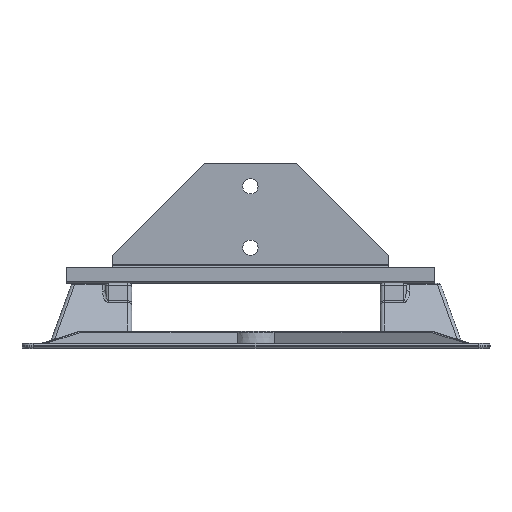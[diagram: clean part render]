
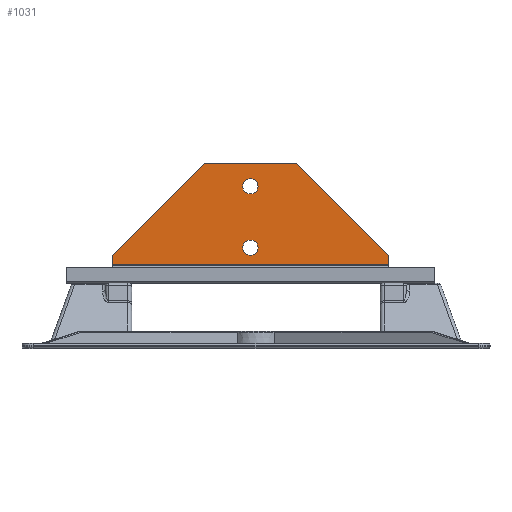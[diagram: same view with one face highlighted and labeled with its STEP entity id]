
A CAD part, top view. The second image highlights one B-rep face of the part: STEP entity #1031.
In plain terms, the highlighted planar face has unit normal (0, 0, 1).
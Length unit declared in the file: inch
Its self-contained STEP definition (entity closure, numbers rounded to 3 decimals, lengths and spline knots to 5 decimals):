
#478=CARTESIAN_POINT('',(0.25,1.125,0.4665));
#479=VERTEX_POINT('',#478);
#480=CARTESIAN_POINT('',(0.0,1.125,0.4665));
#481=DIRECTION('',(0.0,0.0,1.0));
#482=DIRECTION('',(1.0,0.0,0.0));
#483=AXIS2_PLACEMENT_3D('',#480,#481,#482);
#484=CIRCLE('',#483,0.25);
#485=EDGE_CURVE('',#479,#479,#484,.T.);
#534=CARTESIAN_POINT('',(0.25,3.125,0.4665));
#535=VERTEX_POINT('',#534);
#536=CARTESIAN_POINT('',(0.0,3.125,0.4665));
#537=DIRECTION('',(0.0,0.0,1.0));
#538=DIRECTION('',(1.0,0.0,0.0));
#539=AXIS2_PLACEMENT_3D('',#536,#537,#538);
#540=CIRCLE('',#539,0.25);
#541=EDGE_CURVE('',#535,#535,#540,.T.);
#953=CARTESIAN_POINT('',(1.5,3.875,0.4665));
#954=VERTEX_POINT('',#953);
#955=CARTESIAN_POINT('',(-1.5,3.875,0.4665));
#956=VERTEX_POINT('',#955);
#957=CARTESIAN_POINT('',(1.5,3.875,0.4665));
#958=DIRECTION('',(-1.0,0.0,0.0));
#959=VECTOR('',#958,3.);
#960=LINE('',#957,#959);
#961=EDGE_CURVE('',#954,#956,#960,.T.);
#979=CARTESIAN_POINT('',(6.,0.5,0.4665));
#980=DIRECTION('',(0.0,0.0,1.0));
#981=DIRECTION('',(1.0,0.0,0.0));
#982=AXIS2_PLACEMENT_3D('',#979,#980,#981);
#983=PLANE('',#982);
#984=CARTESIAN_POINT('',(4.5,0.561,0.4665));
#985=VERTEX_POINT('',#984);
#986=CARTESIAN_POINT('',(4.5,0.875,0.4665));
#987=VERTEX_POINT('',#986);
#988=CARTESIAN_POINT('',(4.5,0.561,0.4665));
#989=DIRECTION('',(0.0,1.0,0.0));
#990=VECTOR('',#989,0.314);
#991=LINE('',#988,#990);
#992=EDGE_CURVE('',#985,#987,#991,.T.);
#993=ORIENTED_EDGE('',*,*,#992,.T.);
#994=CARTESIAN_POINT('',(4.5,0.875,0.4665));
#995=DIRECTION('',(-0.707,0.707,0.0));
#996=VECTOR('',#995,4.24264);
#997=LINE('',#994,#996);
#998=EDGE_CURVE('',#987,#954,#997,.T.);
#999=ORIENTED_EDGE('',*,*,#998,.T.);
#1000=ORIENTED_EDGE('',*,*,#961,.T.);
#1001=CARTESIAN_POINT('',(-4.5,0.875,0.4665));
#1002=VERTEX_POINT('',#1001);
#1003=CARTESIAN_POINT('',(-1.5,3.875,0.4665));
#1004=DIRECTION('',(-0.707,-0.707,0.0));
#1005=VECTOR('',#1004,4.24264);
#1006=LINE('',#1003,#1005);
#1007=EDGE_CURVE('',#956,#1002,#1006,.T.);
#1008=ORIENTED_EDGE('',*,*,#1007,.T.);
#1009=CARTESIAN_POINT('',(-4.5,0.561,0.4665));
#1010=VERTEX_POINT('',#1009);
#1011=CARTESIAN_POINT('',(-4.5,0.875,0.4665));
#1012=DIRECTION('',(0.0,-1.0,0.0));
#1013=VECTOR('',#1012,0.314);
#1014=LINE('',#1011,#1013);
#1015=EDGE_CURVE('',#1002,#1010,#1014,.T.);
#1016=ORIENTED_EDGE('',*,*,#1015,.T.);
#1017=CARTESIAN_POINT('',(4.5,0.561,0.4665));
#1018=DIRECTION('',(-1.0,0.0,0.0));
#1019=VECTOR('',#1018,9.);
#1020=LINE('',#1017,#1019);
#1021=EDGE_CURVE('',#985,#1010,#1020,.T.);
#1022=ORIENTED_EDGE('',*,*,#1021,.F.);
#1023=EDGE_LOOP('',(#993,#999,#1000,#1008,#1016,#1022));
#1024=FACE_OUTER_BOUND('',#1023,.T.);
#1025=ORIENTED_EDGE('',*,*,#541,.F.);
#1026=EDGE_LOOP('',(#1025));
#1027=FACE_BOUND('',#1026,.T.);
#1028=ORIENTED_EDGE('',*,*,#485,.F.);
#1029=EDGE_LOOP('',(#1028));
#1030=FACE_BOUND('',#1029,.T.);
#1031=ADVANCED_FACE('',(#1024,#1027,#1030),#983,.T.);
